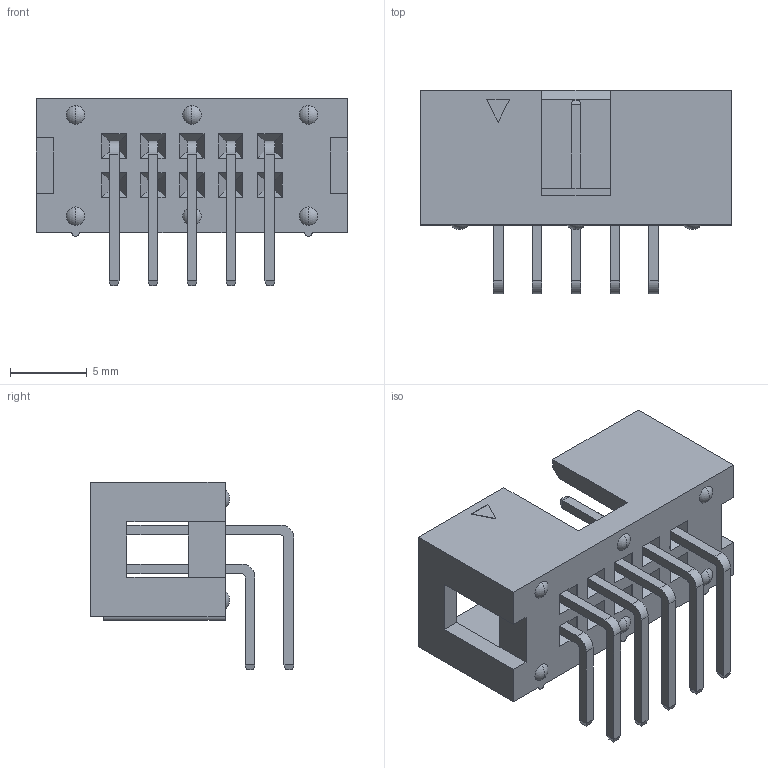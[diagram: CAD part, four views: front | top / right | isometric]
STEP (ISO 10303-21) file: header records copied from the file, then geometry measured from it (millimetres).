
FILE_DESCRIPTION (( 'STEP AP203' ), '1' );
FILE_NAME ('137-10-2-xx.stp', '2025-06-11T00:59:38', ( '' ), ( '' ), 'SwSTEP 2.0', 'SolidWorks 2014', '' );
FILE_SCHEMA (( 'CONFIG_CONTROL_DESIGN' ));
Length unit declared in the file: millimetre
Products named in the file (2): E10-10-2_DT; 137-10-2-xx
Assembly tree (1 placements, depth 2):
  E10-10-2_DT
    137-10-2-xx
Bounding box: 20.32 x 13.28 x 12.2 mm (x, y, z)
Volume: 799.4 mm3; surface area: 1559.9 mm2
Topology: 1 solids, 1 shells, 324 faces, 775 edges, 476 vertices
Faces by surface type: plane 286, cylinder 26, sphere 12
Entity records: 9333 total; most frequent: CARTESIAN_POINT 1669, ORIENTED_EDGE 1550, DIRECTION 1477, EDGE_CURVE 775, VECTOR 669, LINE 669, VERTEX_POINT 476, AXIS2_PLACEMENT_3D 404
